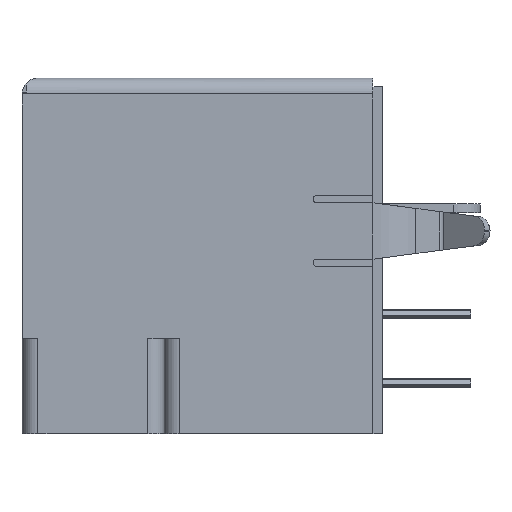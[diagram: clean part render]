
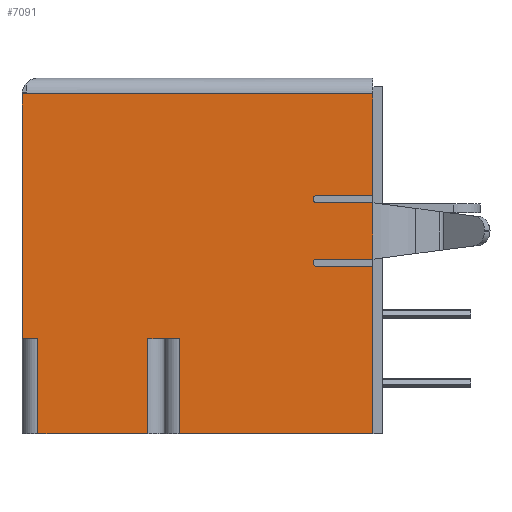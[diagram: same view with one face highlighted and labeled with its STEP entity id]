
A CAD part, left-side view. The second image highlights one B-rep face of the part: STEP entity #7091.
In plain terms, the highlighted planar face has unit normal (-1, 0, 0).
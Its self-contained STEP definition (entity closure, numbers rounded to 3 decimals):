
#849=CIRCLE('',#7777,0.127);
#850=CIRCLE('',#7778,0.127);
#1101=FACE_OUTER_BOUND('',#1499,.T.);
#1499=EDGE_LOOP('',(#5887,#5888,#5889,#5890,#5891,#5892,#5893,#5894,#5895,
#5896,#5897,#5898,#5899,#5900,#5901,#5902,#5903,#5904));
#1917=LINE('',#12253,#2466);
#1921=LINE('',#12261,#2470);
#1940=LINE('',#12317,#2489);
#1941=LINE('',#12323,#2490);
#1951=LINE('',#12356,#2500);
#1962=LINE('',#12384,#2511);
#1965=LINE('',#12393,#2514);
#1966=LINE('',#12394,#2515);
#1967=LINE('',#12395,#2516);
#1968=LINE('',#12397,#2517);
#1969=LINE('',#12401,#2518);
#1970=LINE('',#12403,#2519);
#1971=LINE('',#12405,#2520);
#1972=LINE('',#12408,#2521);
#1973=LINE('',#12410,#2522);
#1974=LINE('',#12411,#2523);
#2466=VECTOR('',#9188,1.);
#2470=VECTOR('',#9194,1.);
#2489=VECTOR('',#9253,1.);
#2490=VECTOR('',#9258,1.);
#2500=VECTOR('',#9286,1.);
#2511=VECTOR('',#9309,1.);
#2514=VECTOR('',#9320,1.);
#2515=VECTOR('',#9321,1.);
#2516=VECTOR('',#9322,1.);
#2517=VECTOR('',#9323,1.);
#2518=VECTOR('',#9326,1.);
#2519=VECTOR('',#9327,1.);
#2520=VECTOR('',#9328,1.);
#2521=VECTOR('',#9331,1.);
#2522=VECTOR('',#9332,1.);
#2523=VECTOR('',#9333,1.);
#3253=VERTEX_POINT('',#12249);
#3255=VERTEX_POINT('',#12252);
#3257=VERTEX_POINT('',#12258);
#3258=VERTEX_POINT('',#12260);
#3275=VERTEX_POINT('',#12316);
#3277=VERTEX_POINT('',#12320);
#3278=VERTEX_POINT('',#12322);
#3290=VERTEX_POINT('',#12352);
#3292=VERTEX_POINT('',#12355);
#3302=VERTEX_POINT('',#12382);
#3303=VERTEX_POINT('',#12383);
#3306=VERTEX_POINT('',#12396);
#3307=VERTEX_POINT('',#12398);
#3308=VERTEX_POINT('',#12400);
#3309=VERTEX_POINT('',#12402);
#3310=VERTEX_POINT('',#12404);
#3311=VERTEX_POINT('',#12406);
#3312=VERTEX_POINT('',#12409);
#4148=EDGE_CURVE('',#3255,#3253,#1917,.T.);
#4153=EDGE_CURVE('',#3258,#3257,#1921,.T.);
#4182=EDGE_CURVE('',#3275,#3255,#1940,.T.);
#4185=EDGE_CURVE('',#3278,#3277,#1941,.T.);
#4201=EDGE_CURVE('',#3290,#3292,#1951,.T.);
#4215=EDGE_CURVE('',#3302,#3303,#1962,.T.);
#4220=EDGE_CURVE('',#3278,#3302,#1965,.T.);
#4221=EDGE_CURVE('',#3292,#3277,#1966,.T.);
#4222=EDGE_CURVE('',#3290,#3275,#1967,.T.);
#4223=EDGE_CURVE('',#3253,#3306,#1968,.T.);
#4224=EDGE_CURVE('',#3306,#3307,#849,.T.);
#4225=EDGE_CURVE('',#3308,#3307,#1969,.T.);
#4226=EDGE_CURVE('',#3309,#3308,#1970,.T.);
#4227=EDGE_CURVE('',#3309,#3310,#1971,.T.);
#4228=EDGE_CURVE('',#3310,#3311,#850,.T.);
#4229=EDGE_CURVE('',#3258,#3311,#1972,.T.);
#4230=EDGE_CURVE('',#3312,#3257,#1973,.T.);
#4231=EDGE_CURVE('',#3312,#3303,#1974,.T.);
#5887=ORIENTED_EDGE('',*,*,#4215,.F.);
#5888=ORIENTED_EDGE('',*,*,#4220,.F.);
#5889=ORIENTED_EDGE('',*,*,#4185,.T.);
#5890=ORIENTED_EDGE('',*,*,#4221,.F.);
#5891=ORIENTED_EDGE('',*,*,#4201,.F.);
#5892=ORIENTED_EDGE('',*,*,#4222,.T.);
#5893=ORIENTED_EDGE('',*,*,#4182,.T.);
#5894=ORIENTED_EDGE('',*,*,#4148,.T.);
#5895=ORIENTED_EDGE('',*,*,#4223,.T.);
#5896=ORIENTED_EDGE('',*,*,#4224,.T.);
#5897=ORIENTED_EDGE('',*,*,#4225,.F.);
#5898=ORIENTED_EDGE('',*,*,#4226,.F.);
#5899=ORIENTED_EDGE('',*,*,#4227,.T.);
#5900=ORIENTED_EDGE('',*,*,#4228,.T.);
#5901=ORIENTED_EDGE('',*,*,#4229,.F.);
#5902=ORIENTED_EDGE('',*,*,#4153,.T.);
#5903=ORIENTED_EDGE('',*,*,#4230,.F.);
#5904=ORIENTED_EDGE('',*,*,#4231,.T.);
#6767=PLANE('',#7776);
#7091=ADVANCED_FACE('',(#1101),#6767,.T.);
#7776=AXIS2_PLACEMENT_3D('',#12392,#9318,#9319);
#7777=AXIS2_PLACEMENT_3D('',#12399,#9324,#9325);
#7778=AXIS2_PLACEMENT_3D('',#12407,#9329,#9330);
#9188=DIRECTION('',(0.,0.,1.));
#9194=DIRECTION('',(0.,0.,1.));
#9253=DIRECTION('',(0.,-1.,0.));
#9258=DIRECTION('',(0.,-1.,0.));
#9286=DIRECTION('',(0.,1.,0.));
#9309=DIRECTION('',(0.,1.,0.));
#9318=DIRECTION('center_axis',(-1.,0.,0.));
#9319=DIRECTION('ref_axis',(0.,-1.,0.));
#9320=DIRECTION('',(0.,0.,1.));
#9321=DIRECTION('',(0.,0.,-1.));
#9322=DIRECTION('',(0.,0.,-1.));
#9323=DIRECTION('',(0.,1.,0.));
#9324=DIRECTION('center_axis',(1.,0.,0.));
#9325=DIRECTION('ref_axis',(0.,0.,-1.));
#9326=DIRECTION('',(0.,1.,0.));
#9327=DIRECTION('',(0.,0.,-1.));
#9328=DIRECTION('',(0.,1.,0.));
#9329=DIRECTION('center_axis',(1.,0.,0.));
#9330=DIRECTION('ref_axis',(0.,0.,-1.));
#9331=DIRECTION('',(0.,1.,0.));
#9332=DIRECTION('',(0.,-1.,0.));
#9333=DIRECTION('',(0.,0.,-1.));
#12249=CARTESIAN_POINT('',(-7.,-6.325,-6.782));
#12252=CARTESIAN_POINT('',(-7.,-6.325,-12.827));
#12253=CARTESIAN_POINT('',(-7.,-6.325,-12.827));
#12258=CARTESIAN_POINT('',(-7.,-6.325,-0.574));
#12260=CARTESIAN_POINT('',(-7.,-6.325,-4.242));
#12261=CARTESIAN_POINT('',(-7.,-6.325,-4.242));
#12316=CARTESIAN_POINT('',(-7.,0.64,-12.827));
#12317=CARTESIAN_POINT('',(-7.,0.64,-12.827));
#12320=CARTESIAN_POINT('',(-7.,1.788,-12.827));
#12322=CARTESIAN_POINT('',(-7.,5.751,-12.827));
#12323=CARTESIAN_POINT('',(-7.,5.751,-12.827));
#12352=CARTESIAN_POINT('',(-7.,0.64,-9.398));
#12355=CARTESIAN_POINT('',(-7.,1.788,-9.398));
#12356=CARTESIAN_POINT('',(-7.,0.64,-9.398));
#12382=CARTESIAN_POINT('',(-7.,5.751,-9.398));
#12383=CARTESIAN_POINT('',(-7.,6.325,-9.398));
#12384=CARTESIAN_POINT('',(-7.,5.751,-9.398));
#12392=CARTESIAN_POINT('Origin',(-7.,6.325,0.));
#12393=CARTESIAN_POINT('',(-7.,5.751,-12.827));
#12394=CARTESIAN_POINT('',(-7.,1.788,-9.398));
#12395=CARTESIAN_POINT('',(-7.,0.64,-9.398));
#12396=CARTESIAN_POINT('',(-7.,-4.293,-6.782));
#12397=CARTESIAN_POINT('',(-7.,-6.325,-6.782));
#12398=CARTESIAN_POINT('',(-7.,-4.293,-6.528));
#12399=CARTESIAN_POINT('Origin',(-7.,-4.293,-6.655));
#12400=CARTESIAN_POINT('',(-7.,-6.325,-6.528));
#12401=CARTESIAN_POINT('',(-7.,-6.325,-6.528));
#12402=CARTESIAN_POINT('',(-7.,-6.325,-4.496));
#12403=CARTESIAN_POINT('',(-7.,-6.325,-4.496));
#12404=CARTESIAN_POINT('',(-7.,-4.293,-4.496));
#12405=CARTESIAN_POINT('',(-7.,-6.325,-4.496));
#12406=CARTESIAN_POINT('',(-7.,-4.293,-4.242));
#12407=CARTESIAN_POINT('Origin',(-7.,-4.293,-4.369));
#12408=CARTESIAN_POINT('',(-7.,-6.325,-4.242));
#12409=CARTESIAN_POINT('',(-7.,6.325,-0.574));
#12410=CARTESIAN_POINT('',(-7.,6.325,-0.574));
#12411=CARTESIAN_POINT('',(-7.,6.325,-0.574));
